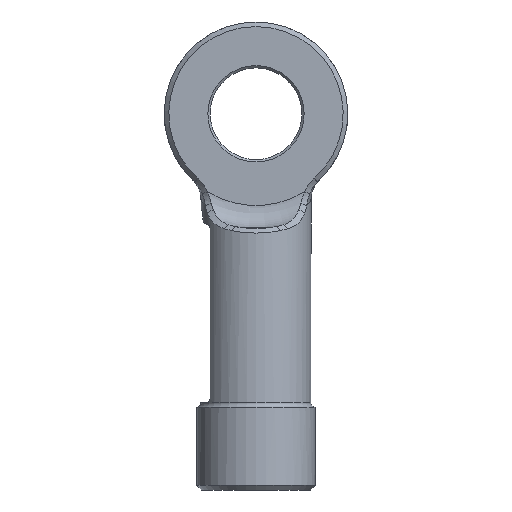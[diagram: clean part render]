
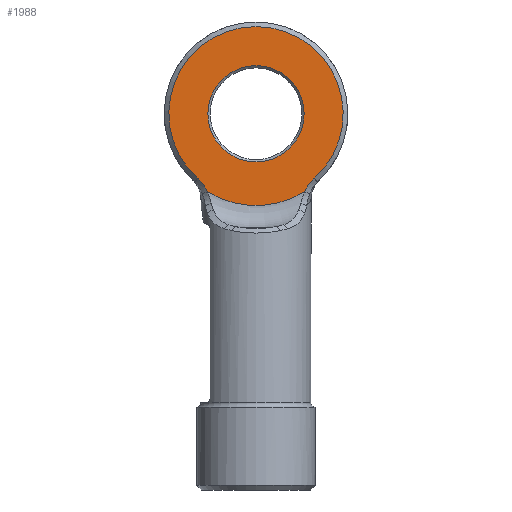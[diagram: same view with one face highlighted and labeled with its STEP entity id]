
A CAD part, left-side view. The second image highlights one B-rep face of the part: STEP entity #1988.
In plain terms, the highlighted planar face has unit normal (-1, 0, 0).
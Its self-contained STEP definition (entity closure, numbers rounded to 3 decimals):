
#96=PLANE('',#2150);
#134=FACE_BOUND('',#764,.T.);
#500=B_SPLINE_CURVE_WITH_KNOTS('',3,(#3549,#3550,#3551,#3552,#3553,#3554),
 .UNSPECIFIED.,.F.,.F.,(4,2,4),(0.413,0.651,0.719),
 .UNSPECIFIED.);
#501=B_SPLINE_CURVE_WITH_KNOTS('',3,(#3579,#3580,#3581,#3582),
 .UNSPECIFIED.,.F.,.F.,(4,4),(0.728,0.741),
 .UNSPECIFIED.);
#503=B_SPLINE_CURVE_WITH_KNOTS('',3,(#3606,#3607,#3608,#3609),
 .UNSPECIFIED.,.F.,.F.,(4,4),(-0.741,-0.728),
 .UNSPECIFIED.);
#507=B_SPLINE_CURVE_WITH_KNOTS('',3,(#3659,#3660,#3661,#3662),
 .UNSPECIFIED.,.F.,.F.,(4,4),(0.,0.308),.UNSPECIFIED.);
#635=FACE_OUTER_BOUND('',#763,.T.);
#763=EDGE_LOOP('',(#1780,#1781,#1782,#1783,#1784,#1785));
#764=EDGE_LOOP('',(#1786));
#831=CIRCLE('',#2094,19.);
#833=CIRCLE('',#2097,20.);
#841=CIRCLE('',#2149,10.5);
#925=VERTEX_POINT('',#3497);
#926=VERTEX_POINT('',#3547);
#927=VERTEX_POINT('',#3556);
#929=VERTEX_POINT('',#3560);
#930=VERTEX_POINT('',#3599);
#934=VERTEX_POINT('',#3633);
#990=VERTEX_POINT('',#4417);
#1141=EDGE_CURVE('',#925,#926,#500,.T.);
#1145=EDGE_CURVE('',#929,#927,#831,.T.);
#1146=EDGE_CURVE('',#926,#929,#501,.T.);
#1149=EDGE_CURVE('',#927,#930,#503,.T.);
#1155=EDGE_CURVE('',#930,#934,#507,.T.);
#1167=EDGE_CURVE('',#925,#934,#833,.T.);
#1261=EDGE_CURVE('',#990,#990,#841,.T.);
#1780=ORIENTED_EDGE('',*,*,#1141,.F.);
#1781=ORIENTED_EDGE('',*,*,#1167,.T.);
#1782=ORIENTED_EDGE('',*,*,#1155,.F.);
#1783=ORIENTED_EDGE('',*,*,#1149,.F.);
#1784=ORIENTED_EDGE('',*,*,#1145,.F.);
#1785=ORIENTED_EDGE('',*,*,#1146,.F.);
#1786=ORIENTED_EDGE('',*,*,#1261,.F.);
#1988=ADVANCED_FACE('',(#635,#134),#96,.F.);
#2094=AXIS2_PLACEMENT_3D('',#3562,#2319,#2320);
#2097=AXIS2_PLACEMENT_3D('',#3828,#2332,#2333);
#2149=AXIS2_PLACEMENT_3D('',#4418,#2512,#2513);
#2150=AXIS2_PLACEMENT_3D('',#4420,#2515,#2516);
#2319=DIRECTION('center_axis',(1.,0.,0.));
#2320=DIRECTION('ref_axis',(0.,0.,1.));
#2332=DIRECTION('center_axis',(-1.,0.,0.));
#2333=DIRECTION('ref_axis',(0.,0.,-1.));
#2512=DIRECTION('center_axis',(-1.,0.,0.));
#2513=DIRECTION('ref_axis',(0.,0.,-1.));
#2515=DIRECTION('center_axis',(1.,0.,0.));
#2516=DIRECTION('ref_axis',(0.,0.,-1.));
#3497=CARTESIAN_POINT('',(-5.,10.602,65.042));
#3547=CARTESIAN_POINT('',(-5.,12.636,67.811));
#3549=CARTESIAN_POINT('Ctrl Pts',(-5.,10.602,65.042));
#3550=CARTESIAN_POINT('Ctrl Pts',(-5.,10.976,65.843));
#3551=CARTESIAN_POINT('Ctrl Pts',(-5.,11.467,66.603));
#3552=CARTESIAN_POINT('Ctrl Pts',(-5.,12.259,67.458));
#3553=CARTESIAN_POINT('Ctrl Pts',(-5.,12.443,67.639));
#3554=CARTESIAN_POINT('Ctrl Pts',(-5.,12.636,67.811));
#3556=CARTESIAN_POINT('',(-5.,-12.825,67.981));
#3560=CARTESIAN_POINT('',(-5.,12.825,67.981));
#3562=CARTESIAN_POINT('Origin',(-5.,0.,82.));
#3579=CARTESIAN_POINT('Ctrl Pts',(-5.,12.636,67.811));
#3580=CARTESIAN_POINT('Ctrl Pts',(-5.,12.699,67.867));
#3581=CARTESIAN_POINT('Ctrl Pts',(-5.,12.762,67.924));
#3582=CARTESIAN_POINT('Ctrl Pts',(-5.,12.825,67.981));
#3599=CARTESIAN_POINT('',(-5.,-12.636,67.811));
#3606=CARTESIAN_POINT('Ctrl Pts',(-5.,-12.825,67.981));
#3607=CARTESIAN_POINT('Ctrl Pts',(-5.,-12.762,67.924));
#3608=CARTESIAN_POINT('Ctrl Pts',(-5.,-12.699,67.867));
#3609=CARTESIAN_POINT('Ctrl Pts',(-5.,-12.636,67.811));
#3633=CARTESIAN_POINT('',(-5.,-10.602,65.042));
#3659=CARTESIAN_POINT('Ctrl Pts',(-5.,-12.636,67.811));
#3660=CARTESIAN_POINT('Ctrl Pts',(-5.,-11.759,67.029));
#3661=CARTESIAN_POINT('Ctrl Pts',(-5.,-11.077,66.061));
#3662=CARTESIAN_POINT('Ctrl Pts',(-5.,-10.602,65.042));
#3828=CARTESIAN_POINT('Origin',(-5.,0.,82.));
#4417=CARTESIAN_POINT('',(-5.,0.,92.5));
#4418=CARTESIAN_POINT('Origin',(-5.,0.,82.));
#4420=CARTESIAN_POINT('Origin',(-5.,0.,82.));
